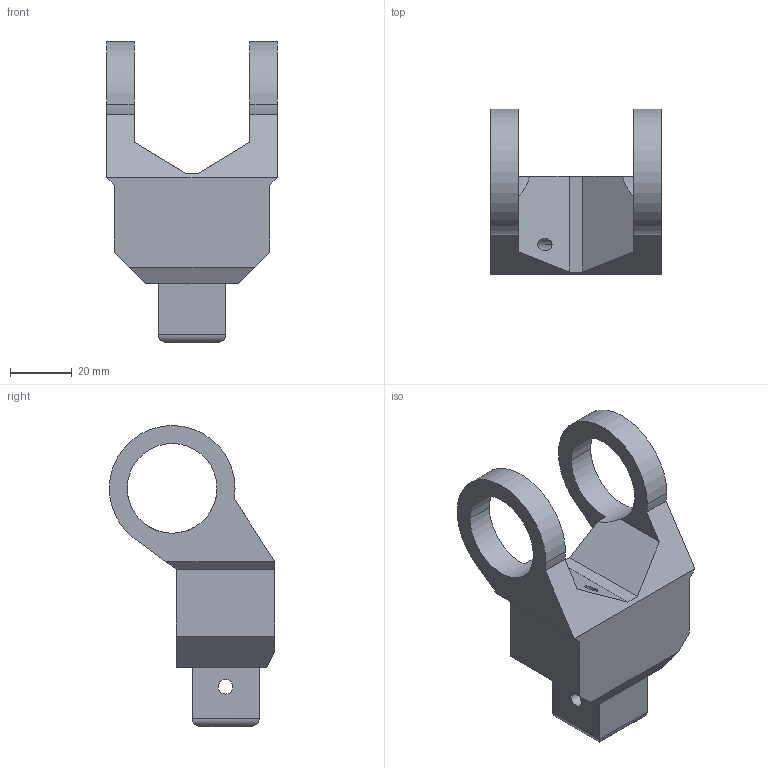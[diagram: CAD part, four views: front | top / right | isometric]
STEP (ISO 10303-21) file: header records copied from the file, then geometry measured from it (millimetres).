
FILE_DESCRIPTION (( 'STEP AP214' ), '1' );
FILE_NAME ('Climber Insert Rev3 Inner.STEP', '2024-02-08T01:12:51', ( '' ), ( '' ), 'SwSTEP 2.0', 'SolidWorks 2022', '' );
FILE_SCHEMA (( 'AUTOMOTIVE_DESIGN' ));
Length unit declared in the file: inch
Products named in the file (1): Climber Insert Rev3 Inner
Bounding box: 55.21 x 53.46 x 97.31 mm (x, y, z)
Volume: 72831.1 mm3; surface area: 22427.6 mm2
Topology: 1 solids, 1 shells, 47 faces, 130 edges, 84 vertices
Faces by surface type: plane 29, cylinder 18
Entity records: 1542 total; most frequent: CARTESIAN_POINT 292, ORIENTED_EDGE 260, DIRECTION 242, EDGE_CURVE 130, LINE 94, VECTOR 94, VERTEX_POINT 84, AXIS2_PLACEMENT_3D 74
